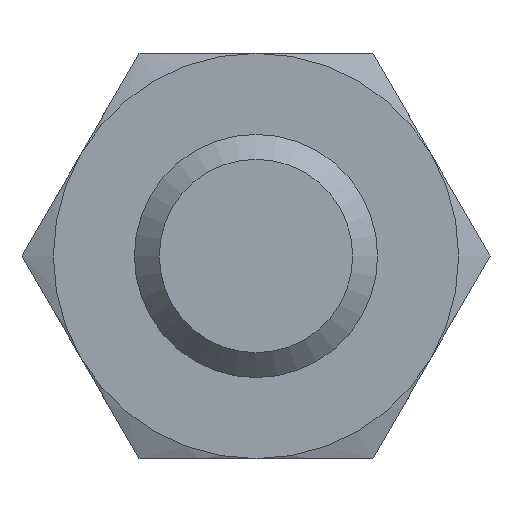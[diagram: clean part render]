
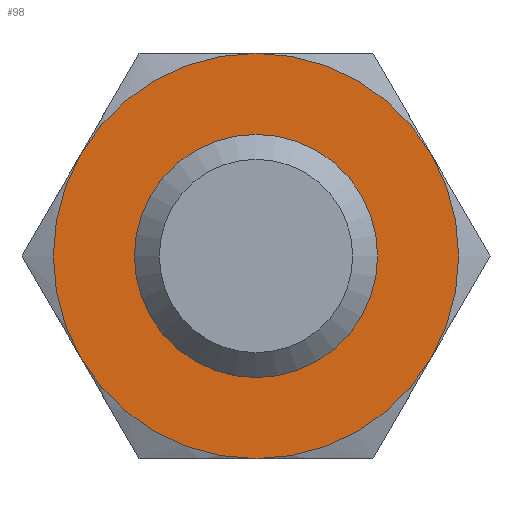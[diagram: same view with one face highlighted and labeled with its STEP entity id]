
A CAD part, front view. The second image highlights one B-rep face of the part: STEP entity #98.
In plain terms, the highlighted planar face has unit normal (0, -1, 0).
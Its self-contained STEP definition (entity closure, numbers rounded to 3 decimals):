
#98 = ADVANCED_FACE( '', ( #197, #198 ), #199, .F. );
#197 = FACE_BOUND( '', #289, .T. );
#198 = FACE_OUTER_BOUND( '', #290, .T. );
#199 = PLANE( '', #291 );
#289 = EDGE_LOOP( '', ( #480 ) );
#290 = EDGE_LOOP( '', ( #481, #482, #483, #484, #485, #486 ) );
#291 = AXIS2_PLACEMENT_3D( '', #487, #488, #489 );
#480 = ORIENTED_EDGE( '', *, *, #558, .F. );
#481 = ORIENTED_EDGE( '', *, *, #567, .T. );
#482 = ORIENTED_EDGE( '', *, *, #524, .T. );
#483 = ORIENTED_EDGE( '', *, *, #533, .T. );
#484 = ORIENTED_EDGE( '', *, *, #569, .T. );
#485 = ORIENTED_EDGE( '', *, *, #565, .T. );
#486 = ORIENTED_EDGE( '', *, *, #552, .T. );
#487 = CARTESIAN_POINT( '', ( 5., 0., 0. ) );
#488 = DIRECTION( '', ( 0., 1., 0. ) );
#489 = DIRECTION( '', ( 0., 0., 1. ) );
#524 = EDGE_CURVE( '', #579, #614, #615, .T. );
#533 = EDGE_CURVE( '', #614, #626, #627, .T. );
#552 = EDGE_CURVE( '', #646, #632, #653, .T. );
#558 = EDGE_CURVE( '', #660, #660, #661, .T. );
#565 = EDGE_CURVE( '', #665, #646, #669, .T. );
#567 = EDGE_CURVE( '', #632, #579, #671, .T. );
#569 = EDGE_CURVE( '', #626, #665, #673, .T. );
#579 = VERTEX_POINT( '', #684 );
#614 = VERTEX_POINT( '', #749 );
#615 = CIRCLE( '', #750, 5. );
#626 = VERTEX_POINT( '', #764 );
#627 = CIRCLE( '', #765, 5. );
#632 = VERTEX_POINT( '', #778 );
#646 = VERTEX_POINT( '', #817 );
#653 = CIRCLE( '', #834, 5. );
#660 = VERTEX_POINT( '', #852 );
#661 = CIRCLE( '', #853, 2.2 );
#665 = VERTEX_POINT( '', #857 );
#669 = CIRCLE( '', #867, 5. );
#671 = CIRCLE( '', #869, 5. );
#673 = CIRCLE( '', #871, 5. );
#684 = CARTESIAN_POINT( '', ( 4.33, 0., -2.5 ) );
#749 = CARTESIAN_POINT( '', ( 4.33, 0., 2.5 ) );
#750 = AXIS2_PLACEMENT_3D( '', #897, #898, #899 );
#764 = CARTESIAN_POINT( '', ( 0., 0., 5. ) );
#765 = AXIS2_PLACEMENT_3D( '', #912, #913, #914 );
#778 = CARTESIAN_POINT( '', ( 0., 0., -5. ) );
#817 = CARTESIAN_POINT( '', ( -4.33, 0., -2.5 ) );
#834 = AXIS2_PLACEMENT_3D( '', #918, #919, #920 );
#852 = CARTESIAN_POINT( '', ( 0., 0., -2.2 ) );
#853 = AXIS2_PLACEMENT_3D( '', #922, #923, #924 );
#857 = CARTESIAN_POINT( '', ( -4.33, 0., 2.5 ) );
#867 = AXIS2_PLACEMENT_3D( '', #925, #926, #927 );
#869 = AXIS2_PLACEMENT_3D( '', #928, #929, #930 );
#871 = AXIS2_PLACEMENT_3D( '', #931, #932, #933 );
#897 = CARTESIAN_POINT( '', ( 0., 0., 0. ) );
#898 = DIRECTION( '', ( 0., -1., 0. ) );
#899 = DIRECTION( '', ( 0., 0., -1. ) );
#912 = CARTESIAN_POINT( '', ( 0., 0., 0. ) );
#913 = DIRECTION( '', ( 0., -1., 0. ) );
#914 = DIRECTION( '', ( 0., 0., -1. ) );
#918 = CARTESIAN_POINT( '', ( 0., 0., 0. ) );
#919 = DIRECTION( '', ( 0., -1., 0. ) );
#920 = DIRECTION( '', ( 0., 0., -1. ) );
#922 = CARTESIAN_POINT( '', ( 0., 0., 0. ) );
#923 = DIRECTION( '', ( 0., -1., 0. ) );
#924 = DIRECTION( '', ( 0., 0., -1. ) );
#925 = CARTESIAN_POINT( '', ( 0., 0., 0. ) );
#926 = DIRECTION( '', ( 0., -1., 0. ) );
#927 = DIRECTION( '', ( 0., 0., -1. ) );
#928 = CARTESIAN_POINT( '', ( 0., 0., 0. ) );
#929 = DIRECTION( '', ( 0., -1., 0. ) );
#930 = DIRECTION( '', ( 0., 0., -1. ) );
#931 = CARTESIAN_POINT( '', ( 0., 0., 0. ) );
#932 = DIRECTION( '', ( 0., -1., 0. ) );
#933 = DIRECTION( '', ( 0., 0., -1. ) );
